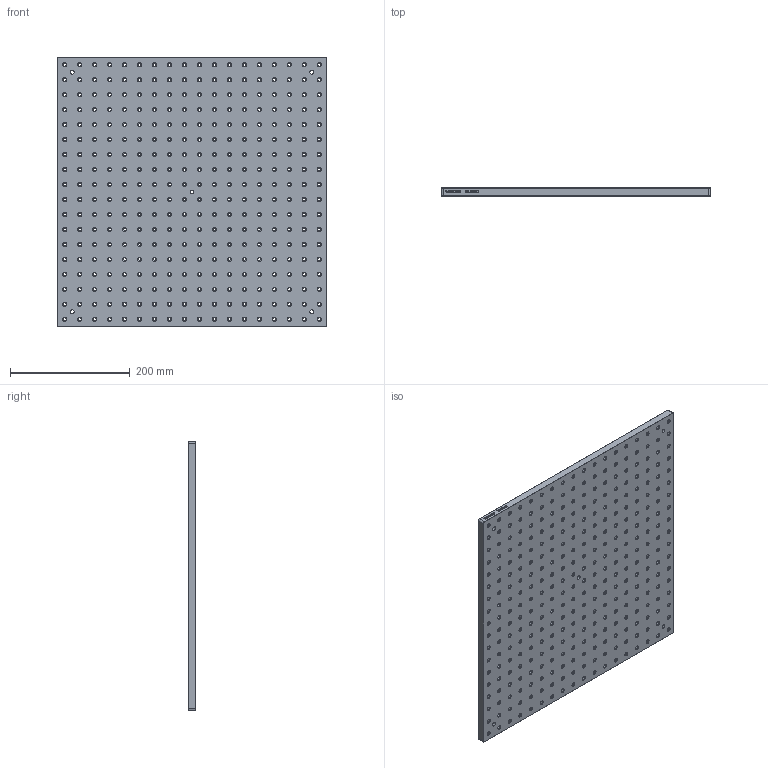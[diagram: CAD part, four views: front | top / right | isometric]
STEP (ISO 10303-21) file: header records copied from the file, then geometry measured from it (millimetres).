
FILE_DESCRIPTION(/* description */ ('STEP AP203'),/* implementation_level */ '2;1');
FILE_NAME(/* name */ 'wheel_mb4545m_ext.stp',/* time_stamp */ '2022-12-09T17:48:55+01:00',/* author */ ('Rik Ubaghs'),/* organization */ (''),/* preprocessor_version */ 'ST-DEVELOPER v18.1',/* originating_system */ 'Autodesk Inventor 2021',/* authorisation */ '');
FILE_SCHEMA (('AUTOMOTIVE_DESIGN { 1 0 10303 214 3 1 1 }'));
Length unit declared in the file: millimetre
Products named in the file (1): MB4545_M-Step
Bounding box: 450 x 12.7 x 450 mm (x, y, z)
Volume: 2480857.1 mm3; surface area: 475351.3 mm2
Topology: 1 solids, 1 shells, 1290 faces, 4429 edges, 3170 vertices
Faces by surface type: cone 661, cylinder 385, plane 210, bspline 34
Full cylindrical faces by diameter (mm): 5 x324, 6.6 x5, 11 x5
Entity records: 53400 total; most frequent: CARTESIAN_POINT 10680, DIRECTION 9635, ORIENTED_EDGE 8858, EDGE_CURVE 4429, AXIS2_PLACEMENT_3D 4013, VERTEX_POINT 3170, CIRCLE 2752, EDGE_LOOP 1977
